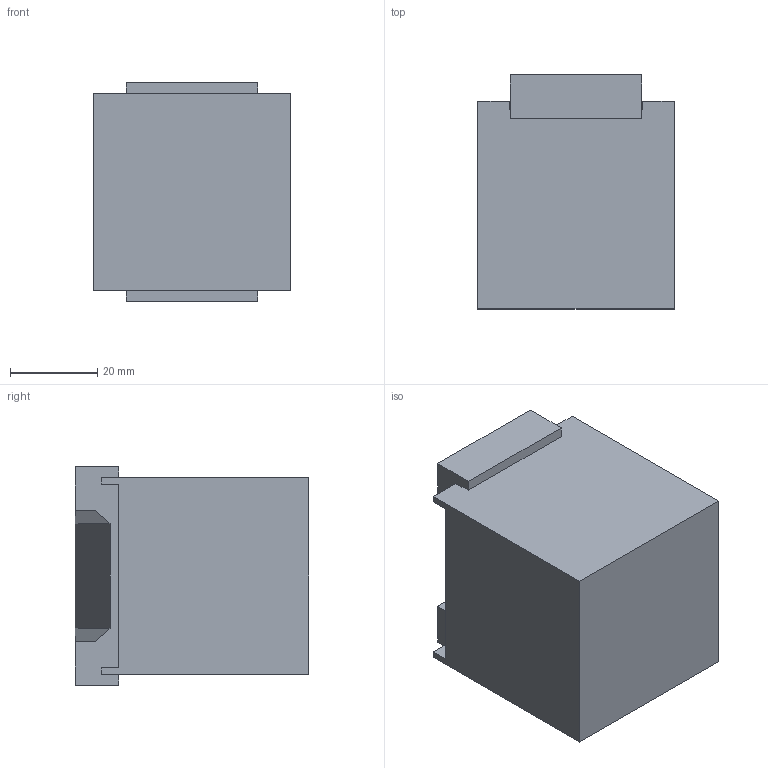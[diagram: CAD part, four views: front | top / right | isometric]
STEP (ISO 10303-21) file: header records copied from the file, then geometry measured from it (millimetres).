
FILE_DESCRIPTION(/* description */ (''),/* implementation_level */ '2;1');
FILE_NAME(/* name */ 'Internal_3_hall_mould.step',/* time_stamp */ '2024-03-25T17:03:29+10:00',/* author */ (''),/* organization */ (''),/* preprocessor_version */ 'ST-DEVELOPER v20',/* originating_system */ 'Autodesk Translation Framework v12.20.1.177',/* authorisation */ '');
FILE_SCHEMA (('AUTOMOTIVE_DESIGN { 1 0 10303 214 3 1 1 }'));
Length unit declared in the file: millimetre
Products named in the file (2): internal_3_hall_mould v6; Internal Shell
Assembly tree (1 placements, depth 2):
  internal_3_hall_mould v6
    Internal Shell
Bounding box: 45 x 53.5 x 50 mm (x, y, z)
Volume: 99915.8 mm3; surface area: 44560.6 mm2
Topology: 3 solids, 3 shells, 163 faces, 311 edges, 206 vertices
Faces by surface type: plane 113, cylinder 50
Full cylindrical faces by diameter (mm): 6 x50
Entity records: 4180 total; most frequent: DIRECTION 743, CARTESIAN_POINT 683, ORIENTED_EDGE 622, EDGE_CURVE 311, AXIS2_PLACEMENT_3D 266, EDGE_LOOP 215, LINE 211, VECTOR 211
